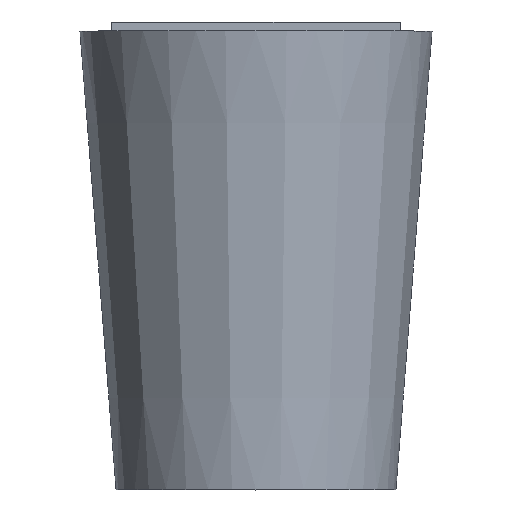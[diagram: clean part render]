
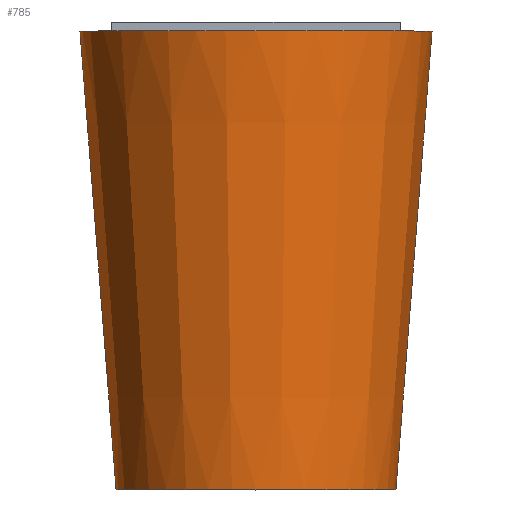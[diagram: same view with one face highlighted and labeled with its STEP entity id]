
A CAD part, top view. The second image highlights one B-rep face of the part: STEP entity #785.
In plain terms, the highlighted conical face has half-angle 4.502 degrees and reference radius 8.75 mm.
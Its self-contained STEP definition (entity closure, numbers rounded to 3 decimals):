
#15=CONICAL_SURFACE('',#834,8.75,4.502);
#16=CIRCLE('',#828,9.75);
#17=CIRCLE('',#835,7.75);
#25=FACE_BOUND('',#132,.T.);
#80=FACE_OUTER_BOUND('',#131,.T.);
#131=EDGE_LOOP('',(#701));
#132=EDGE_LOOP('',(#702));
#390=VERTEX_POINT('',#1393);
#391=VERTEX_POINT('',#1401);
#494=EDGE_CURVE('',#390,#390,#16,.T.);
#495=EDGE_CURVE('',#391,#391,#17,.T.);
#701=ORIENTED_EDGE('',*,*,#494,.T.);
#702=ORIENTED_EDGE('',*,*,#495,.F.);
#785=ADVANCED_FACE('',(#80,#25),#15,.T.);
#828=AXIS2_PLACEMENT_3D('',#1394,#999,#1000);
#834=AXIS2_PLACEMENT_3D('',#1400,#1011,#1012);
#835=AXIS2_PLACEMENT_3D('',#1402,#1013,#1014);
#999=DIRECTION('center_axis',(0.,-1.,0.));
#1000=DIRECTION('ref_axis',(1.,0.,0.));
#1011=DIRECTION('center_axis',(0.,1.,0.));
#1012=DIRECTION('ref_axis',(1.,0.,0.));
#1013=DIRECTION('center_axis',(0.,-1.,0.));
#1014=DIRECTION('ref_axis',(1.,0.,0.));
#1393=CARTESIAN_POINT('',(9.75,25.4,0.));
#1394=CARTESIAN_POINT('Origin',(0.,25.4,0.));
#1400=CARTESIAN_POINT('Origin',(0.,12.7,0.));
#1401=CARTESIAN_POINT('',(7.75,0.,0.));
#1402=CARTESIAN_POINT('Origin',(0.,0.,
0.));
